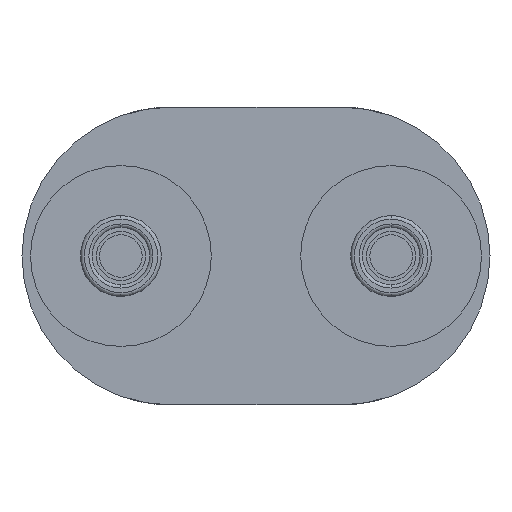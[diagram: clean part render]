
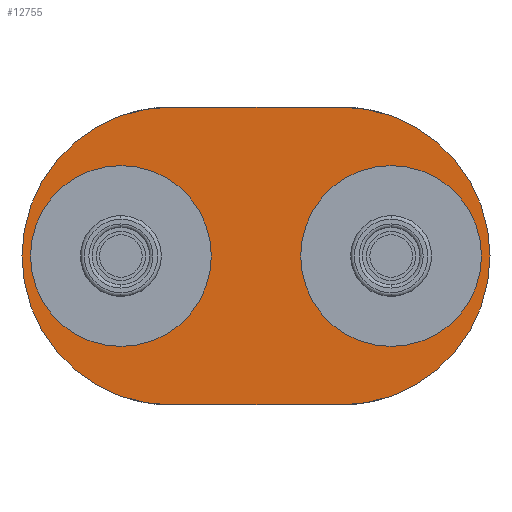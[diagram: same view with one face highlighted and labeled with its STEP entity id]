
A CAD part, left-side view. The second image highlights one B-rep face of the part: STEP entity #12755.
In plain terms, the highlighted planar face has unit normal (-1, 0, 0).
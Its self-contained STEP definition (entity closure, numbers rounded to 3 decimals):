
#77 = CARTESIAN_POINT ( 'NONE',  ( -25.9, -4., 0. ) ) ;
#242 = ORIENTED_EDGE ( 'NONE', *, *, #4703, .T. ) ;
#364 = CARTESIAN_POINT ( 'NONE',  ( -25.9, 0.65, -7. ) ) ;
#395 = DIRECTION ( 'NONE',  ( -1., 0., 0. ) ) ;
#774 = ORIENTED_EDGE ( 'NONE', *, *, #17492, .T. ) ;
#917 = EDGE_LOOP ( 'NONE', ( #14119, #2613 ) ) ;
#1004 = CARTESIAN_POINT ( 'NONE',  ( -25.9, 0.65, 7. ) ) ;
#1487 = DIRECTION ( 'NONE',  ( 1., 0., 0. ) ) ;
#1520 = EDGE_CURVE ( 'NONE', #16231, #17542, #17582, .T. ) ;
#1774 = EDGE_CURVE ( 'NONE', #11005, #9945, #9738, .T. ) ;
#1840 = DIRECTION ( 'NONE',  ( 1., 0., 0. ) ) ;
#2019 = AXIS2_PLACEMENT_3D ( 'NONE', #14472, #7390, #4572 ) ;
#2111 = VERTEX_POINT ( 'NONE', #4440 ) ;
#2150 = ORIENTED_EDGE ( 'NONE', *, *, #12393, .T. ) ;
#2494 = AXIS2_PLACEMENT_3D ( 'NONE', #17290, #1487, #8706 ) ;
#2613 = ORIENTED_EDGE ( 'NONE', *, *, #8294, .F. ) ;
#2627 = AXIS2_PLACEMENT_3D ( 'NONE', #4560, #13341, #10246 ) ;
#3074 = CIRCLE ( 'NONE', #10141, 7. ) ;
#3330 = CARTESIAN_POINT ( 'NONE',  ( -25.9, -4., -7. ) ) ;
#3793 = DIRECTION ( 'NONE',  ( 0., 0., 1. ) ) ;
#3963 = CARTESIAN_POINT ( 'NONE',  ( -25.9, 4., -7. ) ) ;
#4040 = ORIENTED_EDGE ( 'NONE', *, *, #7179, .T. ) ;
#4352 = DIRECTION ( 'NONE',  ( 0., 0., 1. ) ) ;
#4428 = FACE_BOUND ( 'NONE', #917, .T. ) ;
#4440 = CARTESIAN_POINT ( 'NONE',  ( -25.9, 6.35, 4.25 ) ) ;
#4560 = CARTESIAN_POINT ( 'NONE',  ( -25.9, -4., 0. ) ) ;
#4572 = DIRECTION ( 'NONE',  ( 0., 0., 1. ) ) ;
#4703 = EDGE_CURVE ( 'NONE', #17542, #15445, #12586, .T. ) ;
#4957 = VERTEX_POINT ( 'NONE', #10797 ) ;
#5300 = CARTESIAN_POINT ( 'NONE',  ( -25.9, 4., 0. ) ) ;
#5686 = VERTEX_POINT ( 'NONE', #8964 ) ;
#5760 = VECTOR ( 'NONE', #10413, 1000. ) ;
#6415 = AXIS2_PLACEMENT_3D ( 'NONE', #6484, #16631, #7986 ) ;
#6484 = CARTESIAN_POINT ( 'NONE',  ( -25.9, -6.35, 0. ) ) ;
#7179 = EDGE_CURVE ( 'NONE', #12812, #2111, #8232, .T. ) ;
#7390 = DIRECTION ( 'NONE',  ( -1., 0., 0. ) ) ;
#7860 = CARTESIAN_POINT ( 'NONE',  ( -25.9, 6.35, 0. ) ) ;
#7967 = CIRCLE ( 'NONE', #2627, 7. ) ;
#7986 = DIRECTION ( 'NONE',  ( 0., 0., 1. ) ) ;
#8154 = DIRECTION ( 'NONE',  ( -1., 0., 0. ) ) ;
#8232 = CIRCLE ( 'NONE', #2494, 4.25 ) ;
#8294 = EDGE_CURVE ( 'NONE', #4957, #5686, #18368, .T. ) ;
#8706 = DIRECTION ( 'NONE',  ( 0., 0., 1. ) ) ;
#8845 = CARTESIAN_POINT ( 'NONE',  ( -25.9, 4., 0. ) ) ;
#8964 = CARTESIAN_POINT ( 'NONE',  ( -25.9, -6.35, -4.25 ) ) ;
#9147 = EDGE_CURVE ( 'NONE', #5686, #4957, #14263, .T. ) ;
#9238 = FACE_OUTER_BOUND ( 'NONE', #9492, .T. ) ;
#9492 = EDGE_LOOP ( 'NONE', ( #16364, #12132, #13990, #242, #774, #13650 ) ) ;
#9738 = LINE ( 'NONE', #1004, #17190 ) ;
#9945 = VERTEX_POINT ( 'NONE', #17793 ) ;
#10070 = DIRECTION ( 'NONE',  ( -1., 0., 0. ) ) ;
#10141 = AXIS2_PLACEMENT_3D ( 'NONE', #5300, #8154, #3793 ) ;
#10246 = DIRECTION ( 'NONE',  ( 0., 0., 1. ) ) ;
#10266 = CARTESIAN_POINT ( 'NONE',  ( -25.9, 6.35, -4.25 ) ) ;
#10272 = CARTESIAN_POINT ( 'NONE',  ( -25.9, 11., 0. ) ) ;
#10413 = DIRECTION ( 'NONE',  ( 0., -1., 0. ) ) ;
#10797 = CARTESIAN_POINT ( 'NONE',  ( -25.9, -6.35, 4.25 ) ) ;
#11005 = VERTEX_POINT ( 'NONE', #18429 ) ;
#11165 = EDGE_CURVE ( 'NONE', #11005, #14978, #3074, .T. ) ;
#11273 = FACE_BOUND ( 'NONE', #15885, .T. ) ;
#11412 = EDGE_CURVE ( 'NONE', #14978, #16231, #15329, .T. ) ;
#11717 = CARTESIAN_POINT ( 'NONE',  ( -25.9, -11., 0. ) ) ;
#12066 = DIRECTION ( 'NONE',  ( 0., 0., 1. ) ) ;
#12132 = ORIENTED_EDGE ( 'NONE', *, *, #11412, .T. ) ;
#12393 = EDGE_CURVE ( 'NONE', #2111, #12812, #16442, .T. ) ;
#12586 = CIRCLE ( 'NONE', #14269, 7. ) ;
#12755 = ADVANCED_FACE ( 'NONE', ( #9238, #11273, #4428 ), #17514, .T. ) ;
#12812 = VERTEX_POINT ( 'NONE', #10266 ) ;
#12901 = CARTESIAN_POINT ( 'NONE',  ( -25.9, 0.65, 0. ) ) ;
#13068 = DIRECTION ( 'NONE',  ( -1., 0., 0. ) ) ;
#13341 = DIRECTION ( 'NONE',  ( -1., 0., 0. ) ) ;
#13499 = DIRECTION ( 'NONE',  ( 0., 0., 1. ) ) ;
#13650 = ORIENTED_EDGE ( 'NONE', *, *, #1774, .F. ) ;
#13990 = ORIENTED_EDGE ( 'NONE', *, *, #1520, .T. ) ;
#14119 = ORIENTED_EDGE ( 'NONE', *, *, #9147, .F. ) ;
#14263 = CIRCLE ( 'NONE', #6415, 4.25 ) ;
#14269 = AXIS2_PLACEMENT_3D ( 'NONE', #77, #13068, #4352 ) ;
#14415 = DIRECTION ( 'NONE',  ( 0., 0., 1. ) ) ;
#14472 = CARTESIAN_POINT ( 'NONE',  ( -25.9, -6.35, 0. ) ) ;
#14957 = AXIS2_PLACEMENT_3D ( 'NONE', #8845, #395, #12066 ) ;
#14978 = VERTEX_POINT ( 'NONE', #10272 ) ;
#15101 = AXIS2_PLACEMENT_3D ( 'NONE', #12901, #10070, #14415 ) ;
#15329 = CIRCLE ( 'NONE', #14957, 7. ) ;
#15420 = DIRECTION ( 'NONE',  ( 0., -1., 0. ) ) ;
#15445 = VERTEX_POINT ( 'NONE', #11717 ) ;
#15885 = EDGE_LOOP ( 'NONE', ( #2150, #4040 ) ) ;
#16231 = VERTEX_POINT ( 'NONE', #3963 ) ;
#16364 = ORIENTED_EDGE ( 'NONE', *, *, #11165, .T. ) ;
#16442 = CIRCLE ( 'NONE', #17771, 4.25 ) ;
#16631 = DIRECTION ( 'NONE',  ( -1., 0., 0. ) ) ;
#17190 = VECTOR ( 'NONE', #15420, 1000. ) ;
#17290 = CARTESIAN_POINT ( 'NONE',  ( -25.9, 6.35, 0. ) ) ;
#17492 = EDGE_CURVE ( 'NONE', #15445, #9945, #7967, .T. ) ;
#17514 = PLANE ( 'NONE',  #15101 ) ;
#17542 = VERTEX_POINT ( 'NONE', #3330 ) ;
#17582 = LINE ( 'NONE', #364, #5760 ) ;
#17771 = AXIS2_PLACEMENT_3D ( 'NONE', #7860, #1840, #13499 ) ;
#17793 = CARTESIAN_POINT ( 'NONE',  ( -25.9, -4., 7. ) ) ;
#18368 = CIRCLE ( 'NONE', #2019, 4.25 ) ;
#18429 = CARTESIAN_POINT ( 'NONE',  ( -25.9, 4., 7. ) ) ;
